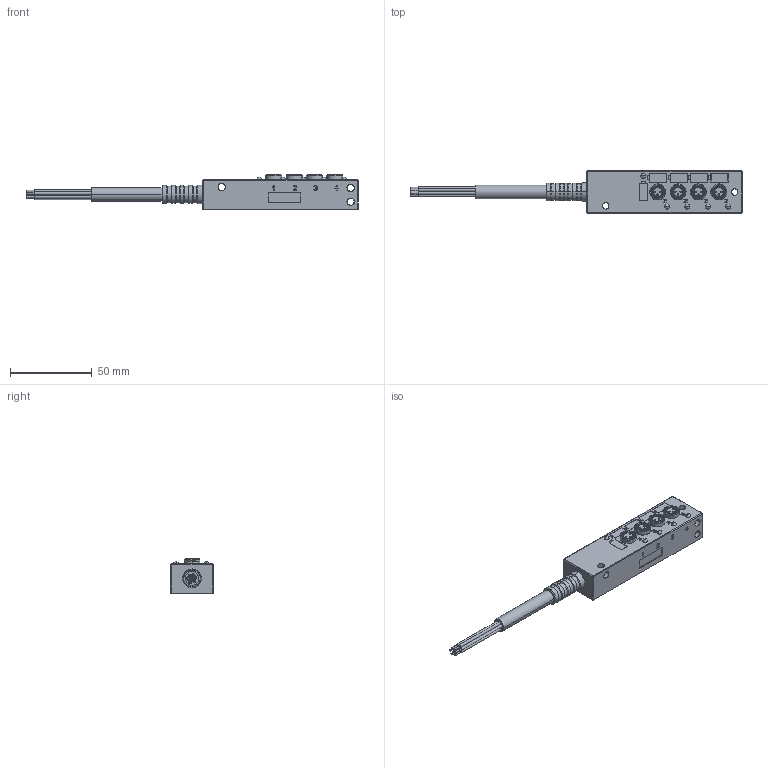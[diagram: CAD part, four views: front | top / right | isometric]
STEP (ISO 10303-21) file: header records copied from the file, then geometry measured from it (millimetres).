
FILE_DESCRIPTION( ('This file contains a STEP AP42 implementation' ,'as created by ZW3D STEP Interface translator.') ,'2;1' );
FILE_NAME( 'DM8C4-3-3XX-89XX.stp' ,'211223.194733', (''), ('ZWCAD Software Co.'), 'Version 1.0', 'ZW3D to STEP translator', '' );
FILE_SCHEMA(('AUTOMOTIVE_DESIGN'));
Length unit declared in the file: millimetre
Products named in the file (2): 0; DM8C4-3-3XX-89XX
Bounding box: 203.44 x 26 x 21 mm (x, y, z)
Volume: 48341.1 mm3; surface area: 18305.3 mm2
Topology: 1 solids, 1 shells, 778 faces, 2024 edges, 1321 vertices
Faces by surface type: bspline 778
Entity records: 30568 total; most frequent: CARTESIAN_POINT 17530, ORIENTED_EDGE 4028, EDGE_CURVE 2014, B_SPLINE_CURVE_WITH_KNOTS 1756, VERTEX_POINT 1321, EDGE_LOOP 877, FACE_OUTER_BOUND 778, ADVANCED_FACE 778
